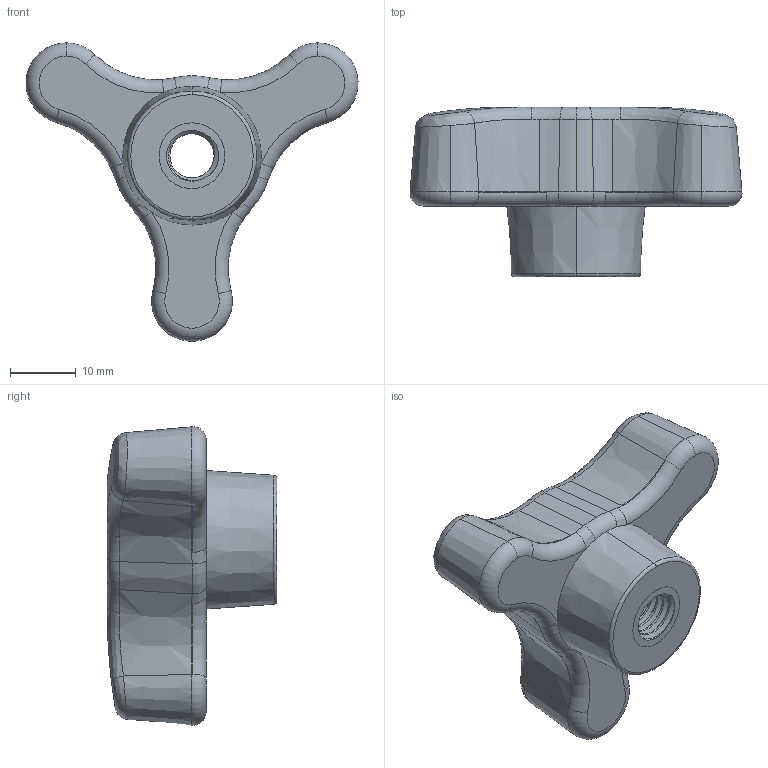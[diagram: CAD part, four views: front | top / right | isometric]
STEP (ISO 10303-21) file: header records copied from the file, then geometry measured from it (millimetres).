
FILE_DESCRIPTION (( 'STEP AP214' ), '1' );
FILE_NAME ('02520 Tri Knob SS 316 M8 Int Thread.STEP', '2025-12-23T21:28:56', ( '' ), ( '' ), 'SwSTEP 2.0', 'SolidWorks 2025', '' );
FILE_SCHEMA (( 'AUTOMOTIVE_DESIGN' ));
Length unit declared in the file: millimetre
Products named in the file (1): 02520 Tri Knob SS 316 M8 Int Thread
Bounding box: 50.34 x 25.7 x 45.23 mm (x, y, z)
Volume: 14564.1 mm3; surface area: 6524.9 mm2
Topology: 2 solids, 2 shells, 116 faces, 292 edges, 181 vertices
Faces by surface type: torus 36, cylinder 29, cone 25, bspline 18, plane 8
Entity records: 6746 total; most frequent: CARTESIAN_POINT 4110, ORIENTED_EDGE 584, DIRECTION 545, EDGE_CURVE 292, AXIS2_PLACEMENT_3D 247, VERTEX_POINT 181, CIRCLE 148, EDGE_LOOP 121
